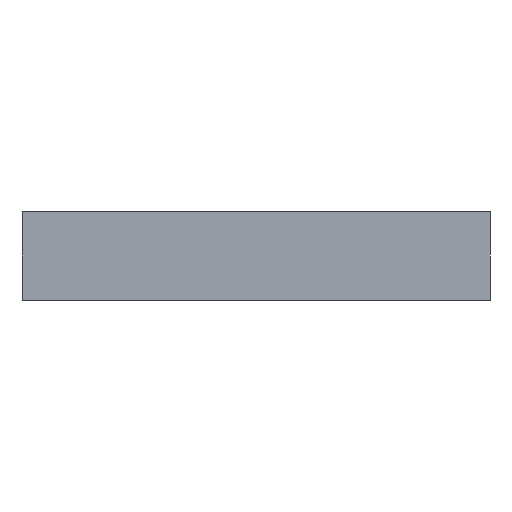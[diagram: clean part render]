
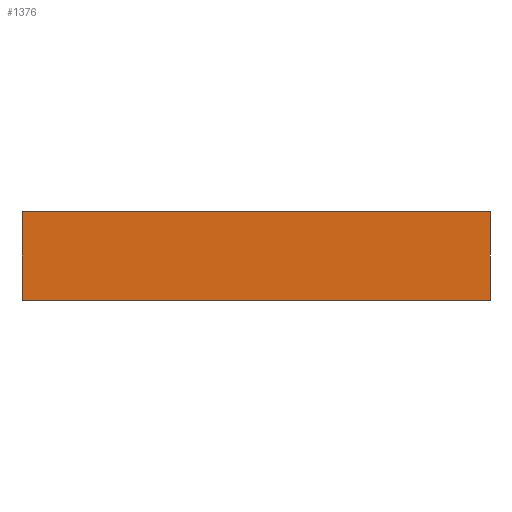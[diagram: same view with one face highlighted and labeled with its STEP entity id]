
A CAD part, left-side view. The second image highlights one B-rep face of the part: STEP entity #1376.
In plain terms, the highlighted planar face has unit normal (-1, 0, 0).
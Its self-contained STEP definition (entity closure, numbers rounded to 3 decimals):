
#200 = CARTESIAN_POINT ( 'NONE',  ( -750., 381.5, 145. ) ) ;
#231 = VECTOR ( 'NONE', #3096, 1000. ) ;
#305 = DIRECTION ( 'NONE',  ( 0., 0., -1. ) ) ;
#367 = CARTESIAN_POINT ( 'NONE',  ( -750., -381.5, 145. ) ) ;
#378 = EDGE_CURVE ( 'NONE', #2632, #1394, #1144, .T. ) ;
#504 = LINE ( 'NONE', #2845, #231 ) ;
#547 = ORIENTED_EDGE ( 'NONE', *, *, #2098, .T. ) ;
#561 = VERTEX_POINT ( 'NONE', #2590 ) ;
#567 = DIRECTION ( 'NONE',  ( 0., 0., -1. ) ) ;
#889 = EDGE_CURVE ( 'NONE', #973, #2632, #1358, .T. ) ;
#891 = AXIS2_PLACEMENT_3D ( 'NONE', #367, #3024, #1799 ) ;
#915 = EDGE_CURVE ( 'NONE', #561, #1394, #504, .T. ) ;
#962 = ORIENTED_EDGE ( 'NONE', *, *, #889, .F. ) ;
#973 = VERTEX_POINT ( 'NONE', #200 ) ;
#1135 = VECTOR ( 'NONE', #1661, 1000. ) ;
#1144 = LINE ( 'NONE', #1999, #3124 ) ;
#1358 = LINE ( 'NONE', #2370, #1135 ) ;
#1376 = ADVANCED_FACE ( 'NONE', ( #2800 ), #2045, .F. ) ;
#1394 = VERTEX_POINT ( 'NONE', #2032 ) ;
#1661 = DIRECTION ( 'NONE',  ( 0., -1., 0. ) ) ;
#1750 = CARTESIAN_POINT ( 'NONE',  ( -750., 381.5, 145. ) ) ;
#1799 = DIRECTION ( 'NONE',  ( 0., 0., -1. ) ) ;
#1999 = CARTESIAN_POINT ( 'NONE',  ( -750., -381.5, 145. ) ) ;
#2032 = CARTESIAN_POINT ( 'NONE',  ( -750., -381.5, 0. ) ) ;
#2045 = PLANE ( 'NONE',  #891 ) ;
#2098 = EDGE_CURVE ( 'NONE', #973, #561, #3053, .T. ) ;
#2112 = ORIENTED_EDGE ( 'NONE', *, *, #915, .T. ) ;
#2370 = CARTESIAN_POINT ( 'NONE',  ( -750., -381.5, 145. ) ) ;
#2528 = EDGE_LOOP ( 'NONE', ( #2112, #3069, #962, #547 ) ) ;
#2590 = CARTESIAN_POINT ( 'NONE',  ( -750., 381.5, 0. ) ) ;
#2632 = VERTEX_POINT ( 'NONE', #2731 ) ;
#2731 = CARTESIAN_POINT ( 'NONE',  ( -750., -381.5, 145. ) ) ;
#2800 = FACE_OUTER_BOUND ( 'NONE', #2528, .T. ) ;
#2845 = CARTESIAN_POINT ( 'NONE',  ( -750., -381.5, 0. ) ) ;
#3024 = DIRECTION ( 'NONE',  ( 1., 0., 0. ) ) ;
#3053 = LINE ( 'NONE', #1750, #3089 ) ;
#3069 = ORIENTED_EDGE ( 'NONE', *, *, #378, .F. ) ;
#3089 = VECTOR ( 'NONE', #305, 1000. ) ;
#3096 = DIRECTION ( 'NONE',  ( 0., -1., 0. ) ) ;
#3124 = VECTOR ( 'NONE', #567, 1000. ) ;
